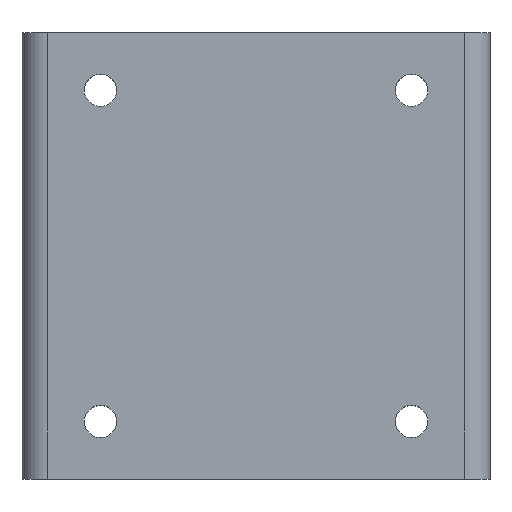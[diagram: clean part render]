
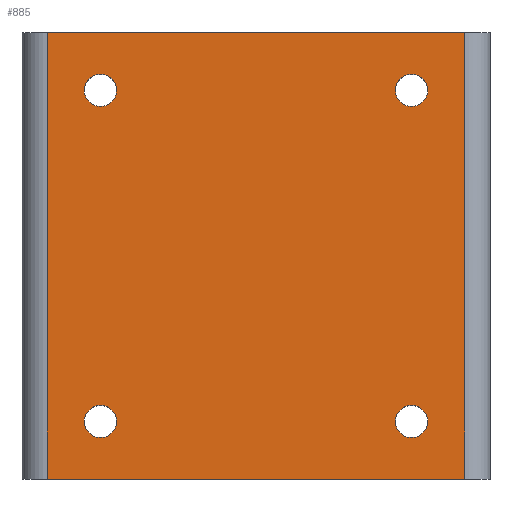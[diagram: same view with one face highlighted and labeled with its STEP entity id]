
A CAD part, top view. The second image highlights one B-rep face of the part: STEP entity #885.
In plain terms, the highlighted planar face has unit normal (0, 0, 1).
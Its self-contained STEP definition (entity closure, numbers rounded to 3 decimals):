
#24=DIRECTION('',(1.,0.,0.));
#25=VECTOR('',#24,58.);
#26=CARTESIAN_POINT('',(-29.,-31.,0.));
#27=LINE('',#26,#25);
#140=DIRECTION('',(0.,-1.,0.));
#141=VECTOR('',#140,62.);
#142=CARTESIAN_POINT('',(29.,31.,0.));
#143=LINE('',#142,#141);
#144=CARTESIAN_POINT('',(21.6,-23.,0.));
#145=DIRECTION('',(0.,0.,1.));
#146=DIRECTION('',(1.,0.,0.));
#147=AXIS2_PLACEMENT_3D('',#144,#145,#146);
#149=CARTESIAN_POINT('',(21.6,-23.,0.));
#150=DIRECTION('',(0.,0.,1.));
#151=DIRECTION('',(-1.,0.,0.));
#152=AXIS2_PLACEMENT_3D('',#149,#150,#151);
#154=CARTESIAN_POINT('',(-21.6,-23.,0.));
#155=DIRECTION('',(0.,0.,1.));
#156=DIRECTION('',(1.,0.,0.));
#157=AXIS2_PLACEMENT_3D('',#154,#155,#156);
#159=CARTESIAN_POINT('',(-21.6,-23.,0.));
#160=DIRECTION('',(0.,0.,1.));
#161=DIRECTION('',(-1.,0.,0.));
#162=AXIS2_PLACEMENT_3D('',#159,#160,#161);
#164=CARTESIAN_POINT('',(-21.6,23.,0.));
#165=DIRECTION('',(0.,0.,1.));
#166=DIRECTION('',(1.,0.,0.));
#167=AXIS2_PLACEMENT_3D('',#164,#165,#166);
#169=CARTESIAN_POINT('',(-21.6,23.,0.));
#170=DIRECTION('',(0.,0.,1.));
#171=DIRECTION('',(-1.,0.,0.));
#172=AXIS2_PLACEMENT_3D('',#169,#170,#171);
#174=CARTESIAN_POINT('',(21.6,23.,0.));
#175=DIRECTION('',(0.,0.,1.));
#176=DIRECTION('',(1.,0.,0.));
#177=AXIS2_PLACEMENT_3D('',#174,#175,#176);
#179=CARTESIAN_POINT('',(21.6,23.,0.));
#180=DIRECTION('',(0.,0.,1.));
#181=DIRECTION('',(-1.,0.,0.));
#182=AXIS2_PLACEMENT_3D('',#179,#180,#181);
#184=DIRECTION('',(0.,-1.,0.));
#185=VECTOR('',#184,62.);
#186=CARTESIAN_POINT('',(-29.,31.,0.));
#187=LINE('',#186,#185);
#480=DIRECTION('',(1.,0.,0.));
#481=VECTOR('',#480,58.);
#482=CARTESIAN_POINT('',(-29.,31.,0.));
#483=LINE('',#482,#481);
#538=CARTESIAN_POINT('',(23.85,-23.,0.));
#540=VERTEX_POINT('',#538);
#542=CARTESIAN_POINT('',(19.35,-23.,0.));
#544=VERTEX_POINT('',#542);
#546=CARTESIAN_POINT('',(-19.35,-23.,0.));
#548=VERTEX_POINT('',#546);
#550=CARTESIAN_POINT('',(-23.85,-23.,0.));
#552=VERTEX_POINT('',#550);
#554=CARTESIAN_POINT('',(-19.35,23.,0.));
#556=VERTEX_POINT('',#554);
#558=CARTESIAN_POINT('',(-23.85,23.,0.));
#560=VERTEX_POINT('',#558);
#562=CARTESIAN_POINT('',(23.85,23.,0.));
#564=VERTEX_POINT('',#562);
#566=CARTESIAN_POINT('',(19.35,23.,0.));
#568=VERTEX_POINT('',#566);
#592=CARTESIAN_POINT('',(29.,-31.,0.));
#593=VERTEX_POINT('',#592);
#594=CARTESIAN_POINT('',(-29.,-31.,0.));
#595=VERTEX_POINT('',#594);
#624=CARTESIAN_POINT('',(29.,31.,0.));
#625=VERTEX_POINT('',#624);
#626=CARTESIAN_POINT('',(-29.,31.,0.));
#627=VERTEX_POINT('',#626);
#849=CARTESIAN_POINT('',(29.,-31.,0.));
#850=DIRECTION('',(0.,0.,1.));
#851=DIRECTION('',(-1.,0.,0.));
#852=AXIS2_PLACEMENT_3D('',#849,#850,#851);
#853=PLANE('',#852);
#854=ORIENTED_EDGE('',*,*,#713,.F.);
#856=ORIENTED_EDGE('',*,*,#855,.F.);
#858=ORIENTED_EDGE('',*,*,#857,.T.);
#860=ORIENTED_EDGE('',*,*,#859,.T.);
#861=EDGE_LOOP('',(#854,#856,#858,#860));
#862=FACE_OUTER_BOUND('',#861,.F.);
#864=ORIENTED_EDGE('',*,*,#863,.T.);
#866=ORIENTED_EDGE('',*,*,#865,.T.);
#867=EDGE_LOOP('',(#864,#866));
#868=FACE_BOUND('',#867,.F.);
#869=ORIENTED_EDGE('',*,*,#802,.T.);
#870=ORIENTED_EDGE('',*,*,#828,.T.);
#871=EDGE_LOOP('',(#869,#870));
#872=FACE_BOUND('',#871,.F.);
#874=ORIENTED_EDGE('',*,*,#873,.T.);
#876=ORIENTED_EDGE('',*,*,#875,.T.);
#877=EDGE_LOOP('',(#874,#876));
#878=FACE_BOUND('',#877,.F.);
#880=ORIENTED_EDGE('',*,*,#879,.T.);
#882=ORIENTED_EDGE('',*,*,#881,.T.);
#883=EDGE_LOOP('',(#880,#882));
#884=FACE_BOUND('',#883,.F.);
#885=ADVANCED_FACE('',(#862,#868,#872,#878,#884),#853,.T.);
#148=CIRCLE('',#147,2.25);
#153=CIRCLE('',#152,2.25);
#158=CIRCLE('',#157,2.25);
#163=CIRCLE('',#162,2.25);
#168=CIRCLE('',#167,2.25);
#173=CIRCLE('',#172,2.25);
#178=CIRCLE('',#177,2.25);
#183=CIRCLE('',#182,2.25);
#713=EDGE_CURVE('',#595,#593,#27,.T.);
#802=EDGE_CURVE('',#548,#552,#158,.T.);
#828=EDGE_CURVE('',#552,#548,#163,.T.);
#855=EDGE_CURVE('',#627,#595,#187,.T.);
#857=EDGE_CURVE('',#627,#625,#483,.T.);
#859=EDGE_CURVE('',#625,#593,#143,.T.);
#863=EDGE_CURVE('',#540,#544,#148,.T.);
#865=EDGE_CURVE('',#544,#540,#153,.T.);
#873=EDGE_CURVE('',#556,#560,#168,.T.);
#875=EDGE_CURVE('',#560,#556,#173,.T.);
#879=EDGE_CURVE('',#564,#568,#178,.T.);
#881=EDGE_CURVE('',#568,#564,#183,.T.);
